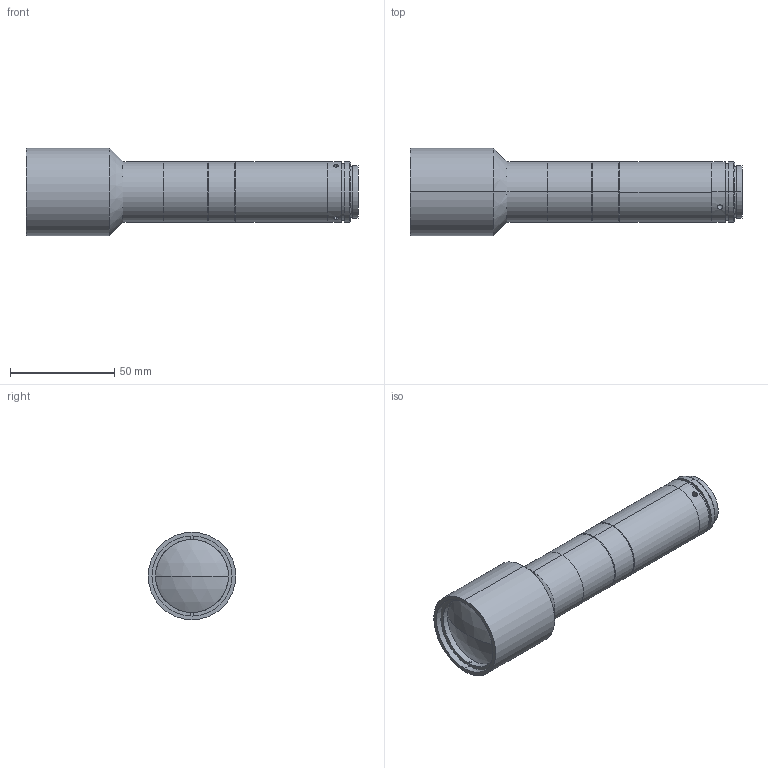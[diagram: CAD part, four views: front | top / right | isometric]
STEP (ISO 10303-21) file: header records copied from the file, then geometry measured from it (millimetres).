
FILE_DESCRIPTION (( 'STEP AP203' ), '1' );
FILE_NAME ('XF-10MDT08X178-1C.STEP', '2019-11-26T01:53:57', ( 'puyufan' ), ( '' ), 'SwSTEP 2.0', 'SolidWorks 2014', '' );
FILE_SCHEMA (( 'CONFIG_CONTROL_DESIGN' ));
Length unit declared in the file: millimetre
Products named in the file (1): XF-10MDT08X178-1C
Bounding box: 159.21 x 42 x 42 mm (x, y, z)
Surface area: 23984.2 mm2 (no closed solid volume)
Topology: 0 solids, 8 shells, 66 faces, 164 edges, 111 vertices
Faces by surface type: cylinder 36, plane 20, cone 4, torus 4, sphere 2
Entity records: 2318 total; most frequent: CARTESIAN_POINT 626, DIRECTION 372, ORIENTED_EDGE 282, EDGE_CURVE 164, AXIS2_PLACEMENT_3D 157, VERTEX_POINT 111, CIRCLE 90, EDGE_LOOP 82
